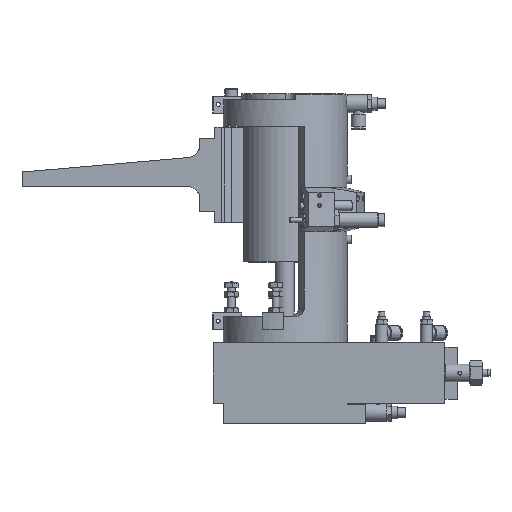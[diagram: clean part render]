
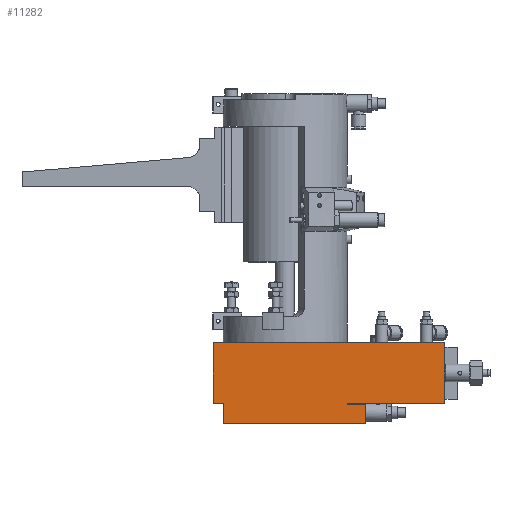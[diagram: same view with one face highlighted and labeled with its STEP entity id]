
A CAD part, top view. The second image highlights one B-rep face of the part: STEP entity #11282.
In plain terms, the highlighted planar face has unit normal (0, 0, 1).
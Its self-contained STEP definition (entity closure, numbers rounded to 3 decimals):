
#11170=CARTESIAN_POINT('',(-49.5,-52.,49.5));
#11171=VERTEX_POINT('',#11170);
#11179=CARTESIAN_POINT('',(-49.5,-68.,49.5));
#11180=VERTEX_POINT('',#11179);
#11187=CARTESIAN_POINT('',(-49.5,-52.,49.5));
#11188=DIRECTION('',(0.0,-1.0,0.0));
#11189=VECTOR('',#11188,16.);
#11190=LINE('',#11187,#11189);
#11191=EDGE_CURVE('',#11171,#11180,#11190,.T.);
#11196=CARTESIAN_POINT('',(49.5,-53.,49.5));
#11197=DIRECTION('',(0.0,0.0,1.0));
#11198=DIRECTION('',(1.0,0.0,0.0));
#11199=AXIS2_PLACEMENT_3D('',#11196,#11197,#11198);
#11200=PLANE('',#11199);
#11201=CARTESIAN_POINT('',(0.,-4.,49.5));
#11202=VERTEX_POINT('',#11201);
#11203=CARTESIAN_POINT('',(127.5,-4.,49.5));
#11204=VERTEX_POINT('',#11203);
#11205=CARTESIAN_POINT('',(0.,-4.,49.5));
#11206=DIRECTION('',(1.0,0.0,0.0));
#11207=VECTOR('',#11206,127.5);
#11208=LINE('',#11205,#11207);
#11209=EDGE_CURVE('',#11202,#11204,#11208,.T.);
#11210=ORIENTED_EDGE('',*,*,#11209,.F.);
#11211=CARTESIAN_POINT('',(-57.5,-4.,49.5));
#11212=VERTEX_POINT('',#11211);
#11213=CARTESIAN_POINT('',(-57.5,-4.,49.5));
#11214=DIRECTION('',(1.0,0.0,0.0));
#11215=VECTOR('',#11214,57.5);
#11216=LINE('',#11213,#11215);
#11217=EDGE_CURVE('',#11212,#11202,#11216,.T.);
#11218=ORIENTED_EDGE('',*,*,#11217,.F.);
#11219=CARTESIAN_POINT('',(-57.5,-52.,49.5));
#11220=VERTEX_POINT('',#11219);
#11221=CARTESIAN_POINT('',(-57.5,-52.,49.5));
#11222=DIRECTION('',(0.0,1.0,0.0));
#11223=VECTOR('',#11222,48.0);
#11224=LINE('',#11221,#11223);
#11225=EDGE_CURVE('',#11220,#11212,#11224,.T.);
#11226=ORIENTED_EDGE('',*,*,#11225,.F.);
#11227=CARTESIAN_POINT('',(-57.5,-52.,49.5));
#11228=DIRECTION('',(1.0,0.0,0.0));
#11229=VECTOR('',#11228,8.);
#11230=LINE('',#11227,#11229);
#11231=EDGE_CURVE('',#11220,#11171,#11230,.T.);
#11232=ORIENTED_EDGE('',*,*,#11231,.T.);
#11233=ORIENTED_EDGE('',*,*,#11191,.T.);
#11234=CARTESIAN_POINT('',(64.,-68.,49.5));
#11235=VERTEX_POINT('',#11234);
#11236=CARTESIAN_POINT('',(-49.5,-68.,49.5));
#11237=DIRECTION('',(1.0,0.0,0.0));
#11238=VECTOR('',#11237,113.5);
#11239=LINE('',#11236,#11238);
#11240=EDGE_CURVE('',#11180,#11235,#11239,.T.);
#11241=ORIENTED_EDGE('',*,*,#11240,.T.);
#11242=CARTESIAN_POINT('',(64.,-53.,49.5));
#11243=VERTEX_POINT('',#11242);
#11244=CARTESIAN_POINT('',(64.,-53.,49.5));
#11245=DIRECTION('',(0.0,-1.0,0.0));
#11246=VECTOR('',#11245,15.);
#11247=LINE('',#11244,#11246);
#11248=EDGE_CURVE('',#11243,#11235,#11247,.T.);
#11249=ORIENTED_EDGE('',*,*,#11248,.F.);
#11250=CARTESIAN_POINT('',(49.5,-53.,49.5));
#11251=VERTEX_POINT('',#11250);
#11252=CARTESIAN_POINT('',(49.5,-53.,49.5));
#11253=DIRECTION('',(1.0,0.0,0.0));
#11254=VECTOR('',#11253,14.5);
#11255=LINE('',#11252,#11254);
#11256=EDGE_CURVE('',#11251,#11243,#11255,.T.);
#11257=ORIENTED_EDGE('',*,*,#11256,.F.);
#11258=CARTESIAN_POINT('',(49.5,-52.,49.5));
#11259=VERTEX_POINT('',#11258);
#11260=CARTESIAN_POINT('',(49.5,-53.,49.5));
#11261=DIRECTION('',(0.0,1.0,0.0));
#11262=VECTOR('',#11261,1.);
#11263=LINE('',#11260,#11262);
#11264=EDGE_CURVE('',#11251,#11259,#11263,.T.);
#11265=ORIENTED_EDGE('',*,*,#11264,.T.);
#11266=CARTESIAN_POINT('',(127.5,-52.,49.5));
#11267=VERTEX_POINT('',#11266);
#11268=CARTESIAN_POINT('',(49.5,-52.,49.5));
#11269=DIRECTION('',(1.0,0.0,0.0));
#11270=VECTOR('',#11269,78.);
#11271=LINE('',#11268,#11270);
#11272=EDGE_CURVE('',#11259,#11267,#11271,.T.);
#11273=ORIENTED_EDGE('',*,*,#11272,.T.);
#11274=CARTESIAN_POINT('',(127.5,-52.,49.5));
#11275=DIRECTION('',(0.0,1.0,0.0));
#11276=VECTOR('',#11275,48.);
#11277=LINE('',#11274,#11276);
#11278=EDGE_CURVE('',#11267,#11204,#11277,.T.);
#11279=ORIENTED_EDGE('',*,*,#11278,.T.);
#11280=EDGE_LOOP('',(#11210,#11218,#11226,#11232,#11233,#11241,#11249,#11257,#11265,#11273,#11279));
#11281=FACE_OUTER_BOUND('',#11280,.T.);
#11282=ADVANCED_FACE('',(#11281),#11200,.T.);
